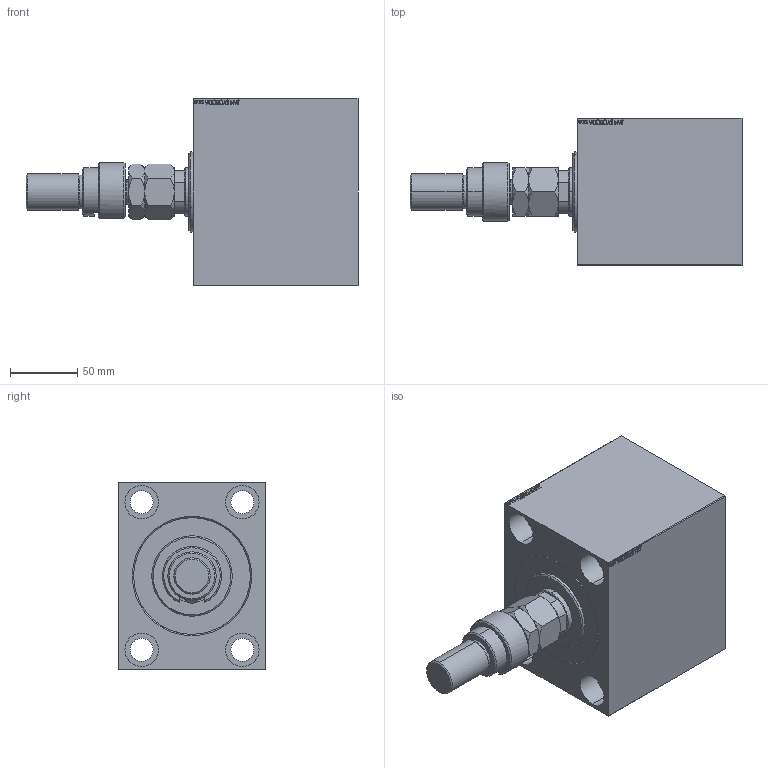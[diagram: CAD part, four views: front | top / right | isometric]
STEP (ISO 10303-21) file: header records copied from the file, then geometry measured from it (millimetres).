
FILE_DESCRIPTION (( 'STEP AP203' ), '1' );
FILE_NAME ('1533.STEP', '2022-04-17T04:46:29', ( '' ), ( '' ), 'SwSTEP 2.0', 'SolidWorks 2019', '' );
FILE_SCHEMA (( 'CONFIG_CONTROL_DESIGN' ));
Length unit declared in the file: millimetre
Products named in the file (7): V450CM_VC_B c5b28900a803c38dc4ddf6b1663f9801; 1533; DFA c5b28900a803c38dc4ddf6b1663f9801; V450CM_C_VCP c5b28900a803c38dc4ddf6b1663f9801; FEMALE_PART_FOR_DFA c5b28900a803c38dc4ddf6b1663f9801; MFA c5b28900a803c38dc4ddf6b1663f9801; V450CM_C_Body c5b28900a803c38dc4ddf6b1663f9801
Assembly tree (6 placements, depth 3):
  1533
    V450CM_C_Body c5b28900a803c38dc4ddf6b1663f9801
    V450CM_C_VCP c5b28900a803c38dc4ddf6b1663f9801
    V450CM_VC_B c5b28900a803c38dc4ddf6b1663f9801
    DFA c5b28900a803c38dc4ddf6b1663f9801
      FEMALE_PART_FOR_DFA c5b28900a803c38dc4ddf6b1663f9801
      MFA c5b28900a803c38dc4ddf6b1663f9801
Bounding box: 247.5 x 110 x 140 mm (x, y, z)
Volume: 1716880.2 mm3; surface area: 200190.7 mm2
Topology: 5 solids, 5 shells, 948 faces, 2404 edges, 1577 vertices
Faces by surface type: plane 439, bspline 380, cylinder 71, cone 54, torus 4
Entity records: 46909 total; most frequent: CARTESIAN_POINT 25839, ORIENTED_EDGE 4804, DIRECTION 2954, EDGE_CURVE 2402, VERTEX_POINT 1577, VECTOR 1362, LINE 1362, EDGE_LOOP 1075
